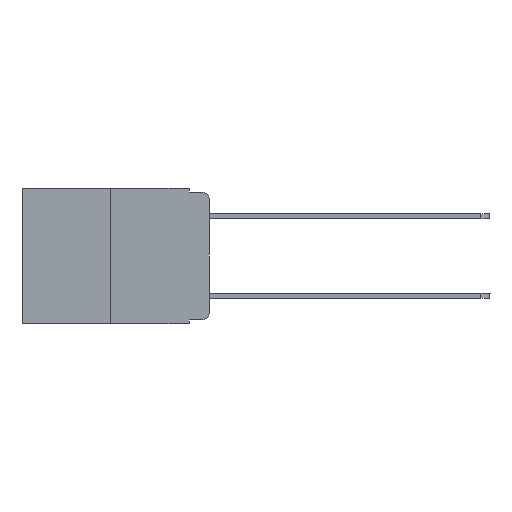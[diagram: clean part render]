
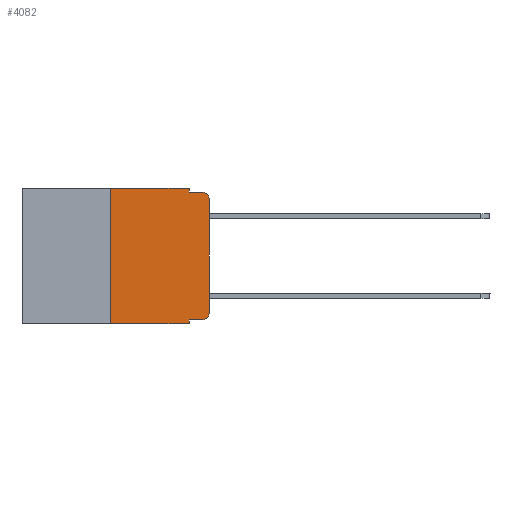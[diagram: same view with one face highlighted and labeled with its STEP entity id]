
A CAD part, left-side view. The second image highlights one B-rep face of the part: STEP entity #4082.
In plain terms, the highlighted planar face has unit normal (-1, 0, 0).
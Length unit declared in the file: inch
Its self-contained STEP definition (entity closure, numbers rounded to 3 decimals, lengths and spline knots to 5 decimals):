
#182 = LINE ( 'NONE', #9597, #5294 ) ;
#200 = ORIENTED_EDGE ( 'NONE', *, *, #4977, .F. ) ;
#321 = VERTEX_POINT ( 'NONE', #5407 ) ;
#695 = DIRECTION ( 'NONE',  ( -1., 0., 0. ) ) ;
#736 = DIRECTION ( 'NONE',  ( 0., 0., -1. ) ) ;
#1168 = LINE ( 'NONE', #1261, #7032 ) ;
#1196 = EDGE_CURVE ( 'NONE', #10302, #7904, #7349, .T. ) ;
#1261 = CARTESIAN_POINT ( 'NONE',  ( 0., 0.051, 0. ) ) ;
#1463 = ORIENTED_EDGE ( 'NONE', *, *, #3580, .F. ) ;
#1718 = AXIS2_PLACEMENT_3D ( 'NONE', #7229, #3172, #4779 ) ;
#1799 = DIRECTION ( 'NONE',  ( 0., 0., -1. ) ) ;
#2008 = ORIENTED_EDGE ( 'NONE', *, *, #2301, .T. ) ;
#2025 = ORIENTED_EDGE ( 'NONE', *, *, #2472, .F. ) ;
#2119 = DIRECTION ( 'NONE',  ( 0., 0., -1. ) ) ;
#2252 = VERTEX_POINT ( 'NONE', #4206 ) ;
#2283 = CIRCLE ( 'NONE', #2939, 0.02 ) ;
#2292 = ORIENTED_EDGE ( 'NONE', *, *, #8833, .T. ) ;
#2301 = EDGE_CURVE ( 'NONE', #7904, #8536, #2283, .T. ) ;
#2312 = VECTOR ( 'NONE', #9485, 39.37008 ) ;
#2472 = EDGE_CURVE ( 'NONE', #6328, #4404, #9851, .T. ) ;
#2606 = CARTESIAN_POINT ( 'NONE',  ( 0., 0.25, 0. ) ) ;
#2805 = DIRECTION ( 'NONE',  ( 0., 0., 1. ) ) ;
#2809 = EDGE_CURVE ( 'NONE', #8110, #3432, #182, .T. ) ;
#2901 = LINE ( 'NONE', #5639, #8513 ) ;
#2925 = CARTESIAN_POINT ( 'NONE',  ( 0., 0.02, -0.313 ) ) ;
#2939 = AXIS2_PLACEMENT_3D ( 'NONE', #10489, #8930, #1799 ) ;
#3143 = DIRECTION ( 'NONE',  ( 0., -1., 0. ) ) ;
#3172 = DIRECTION ( 'NONE',  ( 1., 0., 0. ) ) ;
#3201 = VECTOR ( 'NONE', #8019, 39.37008 ) ;
#3267 = DIRECTION ( 'NONE',  ( 0., -1., 0. ) ) ;
#3367 = ORIENTED_EDGE ( 'NONE', *, *, #5570, .T. ) ;
#3432 = VERTEX_POINT ( 'NONE', #8637 ) ;
#3580 = EDGE_CURVE ( 'NONE', #321, #8536, #5404, .T. ) ;
#3674 = DIRECTION ( 'NONE',  ( 0., 0., -1. ) ) ;
#3683 = ORIENTED_EDGE ( 'NONE', *, *, #5781, .F. ) ;
#3855 = LINE ( 'NONE', #3937, #2312 ) ;
#3932 = AXIS2_PLACEMENT_3D ( 'NONE', #2925, #695, #2119 ) ;
#3937 = CARTESIAN_POINT ( 'NONE',  ( 0., 0.051, -0.333 ) ) ;
#4082 = ADVANCED_FACE ( 'NONE', ( #6759 ), #9718, .F. ) ;
#4206 = CARTESIAN_POINT ( 'NONE',  ( 0., 0.051, -0.333 ) ) ;
#4404 = VERTEX_POINT ( 'NONE', #10261 ) ;
#4779 = DIRECTION ( 'NONE',  ( 0., 0., -1. ) ) ;
#4977 = EDGE_CURVE ( 'NONE', #8110, #6328, #9799, .T. ) ;
#5294 = VECTOR ( 'NONE', #3143, 39.37008 ) ;
#5295 = CARTESIAN_POINT ( 'NONE',  ( 0., 0., 0. ) ) ;
#5404 = LINE ( 'NONE', #5604, #3201 ) ;
#5407 = CARTESIAN_POINT ( 'NONE',  ( 0., 0.051, -0.01 ) ) ;
#5440 = CARTESIAN_POINT ( 'NONE',  ( 0., 0.02, -0.333 ) ) ;
#5492 = ORIENTED_EDGE ( 'NONE', *, *, #2809, .T. ) ;
#5570 = EDGE_CURVE ( 'NONE', #6515, #10302, #8655, .T. ) ;
#5604 = CARTESIAN_POINT ( 'NONE',  ( 0., 0.051, -0.01 ) ) ;
#5639 = CARTESIAN_POINT ( 'NONE',  ( 0., 0.051, 0. ) ) ;
#5756 = VECTOR ( 'NONE', #10465, 39.37008 ) ;
#5781 = EDGE_CURVE ( 'NONE', #2252, #3432, #2901, .T. ) ;
#5860 = ORIENTED_EDGE ( 'NONE', *, *, #1196, .T. ) ;
#6328 = VERTEX_POINT ( 'NONE', #2606 ) ;
#6515 = VERTEX_POINT ( 'NONE', #5440 ) ;
#6713 = VECTOR ( 'NONE', #2805, 39.37008 ) ;
#6759 = FACE_OUTER_BOUND ( 'NONE', #10090, .T. ) ;
#6761 = CARTESIAN_POINT ( 'NONE',  ( 0., 0.02, -0.01 ) ) ;
#7032 = VECTOR ( 'NONE', #3674, 39.37008 ) ;
#7197 = CARTESIAN_POINT ( 'NONE',  ( 0., 0., -0.03 ) ) ;
#7229 = CARTESIAN_POINT ( 'NONE',  ( 0., 0.473, 0. ) ) ;
#7349 = LINE ( 'NONE', #5295, #6713 ) ;
#7583 = CARTESIAN_POINT ( 'NONE',  ( 0., 0.25, -0.343 ) ) ;
#7903 = CARTESIAN_POINT ( 'NONE',  ( 0., 0., -0.313 ) ) ;
#7904 = VERTEX_POINT ( 'NONE', #7197 ) ;
#7968 = CARTESIAN_POINT ( 'NONE',  ( 0., 0.25, 0. ) ) ;
#8019 = DIRECTION ( 'NONE',  ( 0., -1., 0. ) ) ;
#8110 = VERTEX_POINT ( 'NONE', #7583 ) ;
#8112 = ORIENTED_EDGE ( 'NONE', *, *, #9190, .F. ) ;
#8151 = CARTESIAN_POINT ( 'NONE',  ( 0., 0.473, 0. ) ) ;
#8513 = VECTOR ( 'NONE', #736, 39.37008 ) ;
#8536 = VERTEX_POINT ( 'NONE', #6761 ) ;
#8637 = CARTESIAN_POINT ( 'NONE',  ( 0., 0.051, -0.343 ) ) ;
#8655 = CIRCLE ( 'NONE', #3932, 0.02 ) ;
#8833 = EDGE_CURVE ( 'NONE', #2252, #6515, #3855, .T. ) ;
#8930 = DIRECTION ( 'NONE',  ( -1., 0., 0. ) ) ;
#9190 = EDGE_CURVE ( 'NONE', #4404, #321, #1168, .T. ) ;
#9485 = DIRECTION ( 'NONE',  ( 0., -1., 0. ) ) ;
#9597 = CARTESIAN_POINT ( 'NONE',  ( 0., 0.473, -0.343 ) ) ;
#9718 = PLANE ( 'NONE',  #1718 ) ;
#9799 = LINE ( 'NONE', #7968, #5756 ) ;
#9851 = LINE ( 'NONE', #8151, #10099 ) ;
#10090 = EDGE_LOOP ( 'NONE', ( #5860, #2008, #1463, #8112, #2025, #200, #5492, #3683, #2292, #3367 ) ) ;
#10099 = VECTOR ( 'NONE', #3267, 39.37008 ) ;
#10261 = CARTESIAN_POINT ( 'NONE',  ( 0., 0.051, 0. ) ) ;
#10302 = VERTEX_POINT ( 'NONE', #7903 ) ;
#10465 = DIRECTION ( 'NONE',  ( 0., 0., 1. ) ) ;
#10489 = CARTESIAN_POINT ( 'NONE',  ( 0., 0.02, -0.03 ) ) ;
